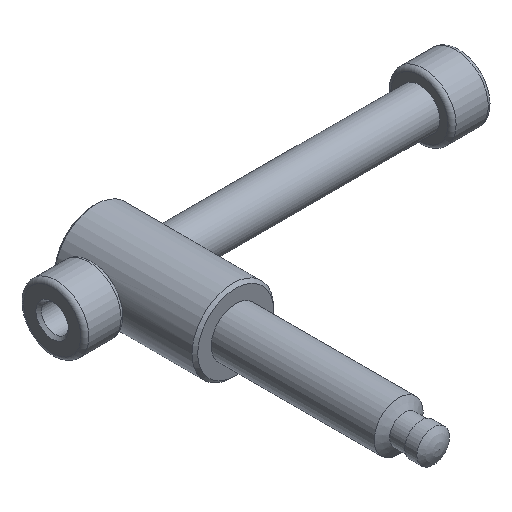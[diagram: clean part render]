
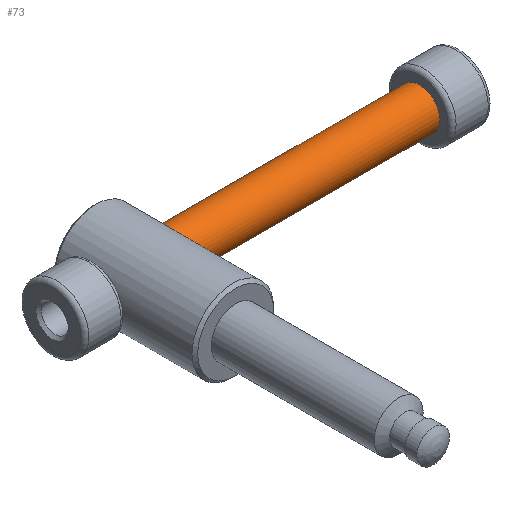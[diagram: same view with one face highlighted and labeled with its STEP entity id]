
A CAD part, isometric view. The second image highlights one B-rep face of the part: STEP entity #73.
In plain terms, the highlighted cylindrical face has radius 5 mm (diameter 10 mm), a full revolution.
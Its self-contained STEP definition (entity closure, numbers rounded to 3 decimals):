
#73 = ADVANCED_FACE( '', ( #167, #168 ), #169, .T. );
#167 = FACE_OUTER_BOUND( '', #289, .T. );
#168 = FACE_OUTER_BOUND( '', #290, .T. );
#169 = CYLINDRICAL_SURFACE( '', #291, 5. );
#289 = EDGE_LOOP( '', ( #425 ) );
#290 = EDGE_LOOP( '', ( #426 ) );
#291 = AXIS2_PLACEMENT_3D( '', #427, #428, #429 );
#425 = ORIENTED_EDGE( '', *, *, #563, .F. );
#426 = ORIENTED_EDGE( '', *, *, #564, .T. );
#427 = CARTESIAN_POINT( '', ( 79.999, 75., 0. ) );
#428 = DIRECTION( '', ( -1., 0., 0. ) );
#429 = DIRECTION( '', ( 0., 0., -1. ) );
#563 = EDGE_CURVE( '', #635, #635, #636, .T. );
#564 = EDGE_CURVE( '', #637, #637, #638, .T. );
#635 = VERTEX_POINT( '', #720 );
#636 = CIRCLE( '', #721, 5. );
#637 = VERTEX_POINT( '', #722 );
#638 = B_SPLINE_CURVE_WITH_KNOTS( '', 3, ( #723, #724, #725, #726, #727, #728, #729, #730, #731, #732, #733, #734, #735, #736, #737, #738, #739, #740, #741, #742, #743, #744, #745, #746, #747, #748, #749, #750, #751, #752, #753, #754, #755, #756, #757, #758, #759, #760, #761, #762, #763, #764, #765, #766, #767, #768, #769, #770, #771, #772, #773, #774, #775, #776, #777, #778, #779, #780, #781, #782, #783, #784, #785, #786, #787, #788, #789, #790, #791, #792, #793, #794, #795, #796, #797, #798 ), .UNSPECIFIED., .T., .F., ( 2, 2, 2, 2, 2, 2, 2, 2, 2, 2, 2, 2, 2, 2, 2, 2, 2, 2, 2, 2, 2, 2, 2, 2, 2, 2, 2, 2, 2, 2, 2, 2, 2, 2, 2, 2, 2, 2, 2, 2 ), ( -0.001, 0., 0.001, 0.002, 0.003, 0.004, 0.005, 0.006, 0.007, 0.008, 0.008, 0.009, 0.01, 0.011, 0.012, 0.013, 0.014, 0.014, 0.015, 0.016, 0.017, 0.018, 0.019, 0.02, 0.021, 0.021, 0.022, 0.023, 0.024, 0.024, 0.025, 0.026, 0.026, 0.027, 0.028, 0.029, 0.03, 0.031, 0.032, 0.033 ), .UNSPECIFIED. );
#720 = CARTESIAN_POINT( '', ( 70.099, 75., -5. ) );
#721 = AXIS2_PLACEMENT_3D( '', #958, #959, #960 );
#722 = CARTESIAN_POINT( '', ( 8.66, 75., -5. ) );
#723 = CARTESIAN_POINT( '', ( 8.66, 74.664, -5. ) );
#724 = CARTESIAN_POINT( '', ( 8.66, 75.336, -5. ) );
#725 = CARTESIAN_POINT( '', ( 8.68, 75.666, -4.966 ) );
#726 = CARTESIAN_POINT( '', ( 8.753, 76.311, -4.836 ) );
#727 = CARTESIAN_POINT( '', ( 8.808, 76.631, -4.738 ) );
#728 = CARTESIAN_POINT( '', ( 8.939, 77.233, -4.486 ) );
#729 = CARTESIAN_POINT( '', ( 9.015, 77.517, -4.332 ) );
#730 = CARTESIAN_POINT( '', ( 9.18, 78.055, -3.971 ) );
#731 = CARTESIAN_POINT( '', ( 9.267, 78.305, -3.766 ) );
#732 = CARTESIAN_POINT( '', ( 9.438, 78.758, -3.313 ) );
#733 = CARTESIAN_POINT( '', ( 9.524, 78.966, -3.063 ) );
#734 = CARTESIAN_POINT( '', ( 9.68, 79.328, -2.524 ) );
#735 = CARTESIAN_POINT( '', ( 9.751, 79.482, -2.24 ) );
#736 = CARTESIAN_POINT( '', ( 9.869, 79.735, -1.64 ) );
#737 = CARTESIAN_POINT( '', ( 9.918, 79.834, -1.32 ) );
#738 = CARTESIAN_POINT( '', ( 9.983, 79.966, -0.672 ) );
#739 = CARTESIAN_POINT( '', ( 10., 79.999, -0.343 ) );
#740 = CARTESIAN_POINT( '', ( 10., 80., 0.156 ) );
#741 = CARTESIAN_POINT( '', ( 9.996, 79.992, 0.325 ) );
#742 = CARTESIAN_POINT( '', ( 9.98, 79.959, 0.657 ) );
#743 = CARTESIAN_POINT( '', ( 9.968, 79.935, 0.821 ) );
#744 = CARTESIAN_POINT( '', ( 9.92, 79.838, 1.306 ) );
#745 = CARTESIAN_POINT( '', ( 9.872, 79.74, 1.624 ) );
#746 = CARTESIAN_POINT( '', ( 9.753, 79.486, 2.232 ) );
#747 = CARTESIAN_POINT( '', ( 9.682, 79.332, 2.517 ) );
#748 = CARTESIAN_POINT( '', ( 9.526, 78.971, 3.055 ) );
#749 = CARTESIAN_POINT( '', ( 9.44, 78.764, 3.307 ) );
#750 = CARTESIAN_POINT( '', ( 9.269, 78.31, 3.761 ) );
#751 = CARTESIAN_POINT( '', ( 9.182, 78.063, 3.965 ) );
#752 = CARTESIAN_POINT( '', ( 9.017, 77.524, 4.328 ) );
#753 = CARTESIAN_POINT( '', ( 8.94, 77.239, 4.482 ) );
#754 = CARTESIAN_POINT( '', ( 8.842, 76.791, 4.671 ) );
#755 = CARTESIAN_POINT( '', ( 8.812, 76.638, 4.727 ) );
#756 = CARTESIAN_POINT( '', ( 8.76, 76.325, 4.824 ) );
#757 = CARTESIAN_POINT( '', ( 8.737, 76.163, 4.866 ) );
#758 = CARTESIAN_POINT( '', ( 8.68, 75.674, 4.966 ) );
#759 = CARTESIAN_POINT( '', ( 8.661, 75.345, 4.999 ) );
#760 = CARTESIAN_POINT( '', ( 8.66, 74.683, 5.001 ) );
#761 = CARTESIAN_POINT( '', ( 8.679, 74.345, 4.968 ) );
#762 = CARTESIAN_POINT( '', ( 8.752, 73.697, 4.838 ) );
#763 = CARTESIAN_POINT( '', ( 8.805, 73.383, 4.743 ) );
#764 = CARTESIAN_POINT( '', ( 8.937, 72.774, 4.489 ) );
#765 = CARTESIAN_POINT( '', ( 9.013, 72.488, 4.335 ) );
#766 = CARTESIAN_POINT( '', ( 9.177, 71.952, 3.977 ) );
#767 = CARTESIAN_POINT( '', ( 9.265, 71.7, 3.77 ) );
#768 = CARTESIAN_POINT( '', ( 9.437, 71.244, 3.316 ) );
#769 = CARTESIAN_POINT( '', ( 9.521, 71.04, 3.069 ) );
#770 = CARTESIAN_POINT( '', ( 9.639, 70.767, 2.667 ) );
#771 = CARTESIAN_POINT( '', ( 9.677, 70.682, 2.526 ) );
#772 = CARTESIAN_POINT( '', ( 9.747, 70.526, 2.239 ) );
#773 = CARTESIAN_POINT( '', ( 9.78, 70.456, 2.092 ) );
#774 = CARTESIAN_POINT( '', ( 9.869, 70.266, 1.642 ) );
#775 = CARTESIAN_POINT( '', ( 9.917, 70.168, 1.329 ) );
#776 = CARTESIAN_POINT( '', ( 9.983, 70.035, 0.675 ) );
#777 = CARTESIAN_POINT( '', ( 10., 70.001, 0.343 ) );
#778 = CARTESIAN_POINT( '', ( 10., 70., -0.154 ) );
#779 = CARTESIAN_POINT( '', ( 9.996, 70.007, -0.32 ) );
#780 = CARTESIAN_POINT( '', ( 9.98, 70.04, -0.652 ) );
#781 = CARTESIAN_POINT( '', ( 9.968, 70.065, -0.819 ) );
#782 = CARTESIAN_POINT( '', ( 9.92, 70.163, -1.308 ) );
#783 = CARTESIAN_POINT( '', ( 9.872, 70.259, -1.622 ) );
#784 = CARTESIAN_POINT( '', ( 9.783, 70.449, -2.078 ) );
#785 = CARTESIAN_POINT( '', ( 9.75, 70.52, -2.227 ) );
#786 = CARTESIAN_POINT( '', ( 9.68, 70.675, -2.515 ) );
#787 = CARTESIAN_POINT( '', ( 9.643, 70.759, -2.654 ) );
#788 = CARTESIAN_POINT( '', ( 9.526, 71.029, -3.056 ) );
#789 = CARTESIAN_POINT( '', ( 9.44, 71.236, -3.307 ) );
#790 = CARTESIAN_POINT( '', ( 9.268, 71.693, -3.764 ) );
#791 = CARTESIAN_POINT( '', ( 9.181, 71.941, -3.968 ) );
#792 = CARTESIAN_POINT( '', ( 9.017, 72.475, -4.328 ) );
#793 = CARTESIAN_POINT( '', ( 8.939, 72.765, -4.485 ) );
#794 = CARTESIAN_POINT( '', ( 8.808, 73.366, -4.737 ) );
#795 = CARTESIAN_POINT( '', ( 8.755, 73.678, -4.833 ) );
#796 = CARTESIAN_POINT( '', ( 8.681, 74.326, -4.965 ) );
#797 = CARTESIAN_POINT( '', ( 8.66, 74.664, -5. ) );
#798 = CARTESIAN_POINT( '', ( 8.66, 75.336, -5. ) );
#958 = CARTESIAN_POINT( '', ( 70.099, 75., 0. ) );
#959 = DIRECTION( '', ( 1., 0., 0. ) );
#960 = DIRECTION( '', ( 0., 0., -1. ) );
